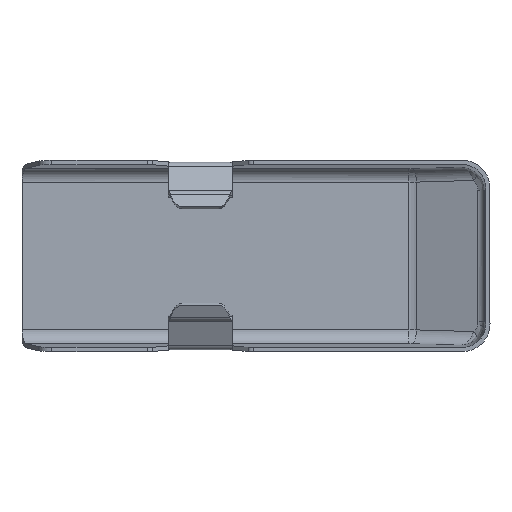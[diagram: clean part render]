
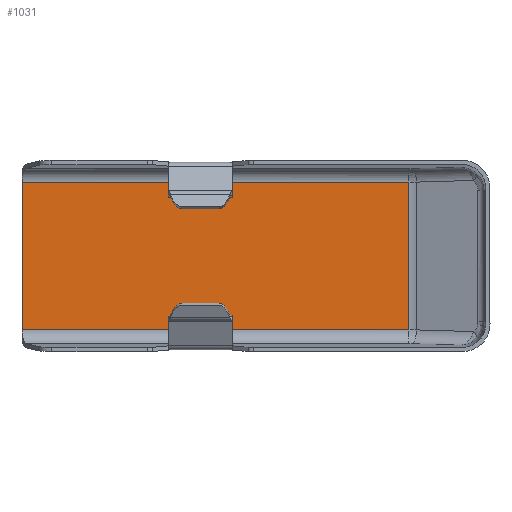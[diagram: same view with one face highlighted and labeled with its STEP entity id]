
A CAD part, front view. The second image highlights one B-rep face of the part: STEP entity #1031.
In plain terms, the highlighted planar face has unit normal (0, -1, 0).
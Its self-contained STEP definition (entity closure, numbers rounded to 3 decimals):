
#8 = EDGE_CURVE ( 'NONE', #2067, #2624, #2974, .T. ) ;
#19 = EDGE_CURVE ( 'NONE', #3790, #2553, #3889, .T. ) ;
#77 = CARTESIAN_POINT ( 'NONE',  ( -13.98, 4., 5.309 ) ) ;
#199 = FACE_OUTER_BOUND ( 'NONE', #1479, .T. ) ;
#221 = DIRECTION ( 'NONE',  ( 0., 0., 1. ) ) ;
#304 = VECTOR ( 'NONE', #2771, 1000. ) ;
#312 = VECTOR ( 'NONE', #992, 1000. ) ;
#666 = CARTESIAN_POINT ( 'NONE',  ( -0.158, 4., -5.309 ) ) ;
#816 = CARTESIAN_POINT ( 'NONE',  ( -13.98, 4., -5.309 ) ) ;
#920 = ORIENTED_EDGE ( 'NONE', *, *, #1924, .F. ) ;
#945 = CARTESIAN_POINT ( 'NONE',  ( 13.83, 4., 5.309 ) ) ;
#992 = DIRECTION ( 'NONE',  ( -1., 0., 0. ) ) ;
#1031 = ADVANCED_FACE ( 'NONE', ( #199 ), #2937, .F. ) ;
#1096 = CARTESIAN_POINT ( 'NONE',  ( -13.98, 4., -5.309 ) ) ;
#1322 = VECTOR ( 'NONE', #3279, 1000. ) ;
#1334 = CARTESIAN_POINT ( 'NONE',  ( 13.83, 4., -5.309 ) ) ;
#1479 = EDGE_LOOP ( 'NONE', ( #3365, #2510, #920, #2170 ) ) ;
#1909 = CARTESIAN_POINT ( 'NONE',  ( -0.075, 4., 5.309 ) ) ;
#1924 = EDGE_CURVE ( 'NONE', #2624, #3790, #2532, .T. ) ;
#2067 = VERTEX_POINT ( 'NONE', #945 ) ;
#2170 = ORIENTED_EDGE ( 'NONE', *, *, #8, .F. ) ;
#2174 = VECTOR ( 'NONE', #2651, 1000. ) ;
#2345 = DIRECTION ( 'NONE',  ( 0., 1., 0. ) ) ;
#2510 = ORIENTED_EDGE ( 'NONE', *, *, #19, .F. ) ;
#2532 = LINE ( 'NONE', #666, #312 ) ;
#2553 = VERTEX_POINT ( 'NONE', #77 ) ;
#2624 = VERTEX_POINT ( 'NONE', #1334 ) ;
#2629 = CARTESIAN_POINT ( 'NONE',  ( 13.83, 4., 0. ) ) ;
#2651 = DIRECTION ( 'NONE',  ( 0., 0., -1. ) ) ;
#2771 = DIRECTION ( 'NONE',  ( 1., 0., 0. ) ) ;
#2937 = PLANE ( 'NONE',  #3811 ) ;
#2974 = LINE ( 'NONE', #2629, #2174 ) ;
#3214 = CARTESIAN_POINT ( 'NONE',  ( -13.98, 4., 0. ) ) ;
#3279 = DIRECTION ( 'NONE',  ( 0., 0., 1. ) ) ;
#3365 = ORIENTED_EDGE ( 'NONE', *, *, #3951, .F. ) ;
#3444 = LINE ( 'NONE', #1909, #304 ) ;
#3790 = VERTEX_POINT ( 'NONE', #816 ) ;
#3811 = AXIS2_PLACEMENT_3D ( 'NONE', #1096, #2345, #221 ) ;
#3889 = LINE ( 'NONE', #3214, #1322 ) ;
#3951 = EDGE_CURVE ( 'NONE', #2553, #2067, #3444, .T. ) ;
